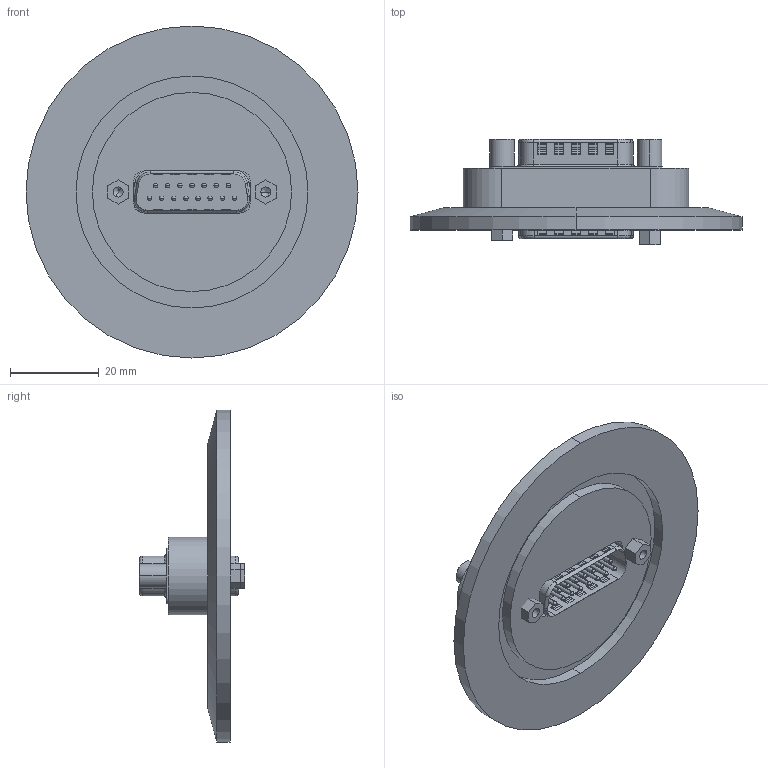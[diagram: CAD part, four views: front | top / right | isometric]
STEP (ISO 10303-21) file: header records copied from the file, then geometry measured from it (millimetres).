
FILE_DESCRIPTION (( 'STEP AP214' ), '1' );
FILE_NAME ('215-D15-K50.STEP', '2019-11-06T16:04:17', ( 'allectra' ), ( 'Microsoft' ), 'SwSTEP 2.0', 'SolidWorks 2014', '' );
FILE_SCHEMA (( 'AUTOMOTIVE_DESIGN' ));
Length unit declared in the file: millimetre
Products named in the file (11): 215-DX_215-D15; 215-BOLTNUT; 370-VIT-34.7x1.2; 9215-DX-2_9215-DX-2; 9215-BOLT; 9215-D15-SM; 9215-DGLASS-X_215-D15; 9220-PIN-FENI_pin vergd; 9215-DX_15 pin d=1,0mm vergoldet; 9215-D15-K50_9431-KF50-B; 215-D15-K50
Assembly tree (27 placements, depth 4):
  215-D15-K50
    9215-D15-K50_9431-KF50-B
    215-DX_215-D15
      9215-DGLASS-X_215-D15
        9215-DX_15 pin d=1,0mm vergoldet
        9220-PIN-FENI_pin vergd  x15
      9215-DX-2_9215-DX-2
        9215-D15-SM
        9215-BOLT  x2
      9215-D15-SM
      370-VIT-34.7x1.2
      215-BOLTNUT  x2
Bounding box: 75 x 23.81 x 75 mm (x, y, z)
Volume: 24868.2 mm3; surface area: 18900.1 mm2
Topology: 24 solids, 24 shells, 824 faces, 2151 edges, 1368 vertices
Faces by surface type: cylinder 360, plane 315, sphere 60, bspline 46, cone 26, torus 17
Entity records: 14714 total; most frequent: CARTESIAN_POINT 3352, DIRECTION 2302, ORIENTED_EDGE 2248, EDGE_CURVE 1124, AXIS2_PLACEMENT_3D 865, VERTEX_POINT 731, VECTOR 572, LINE 572
